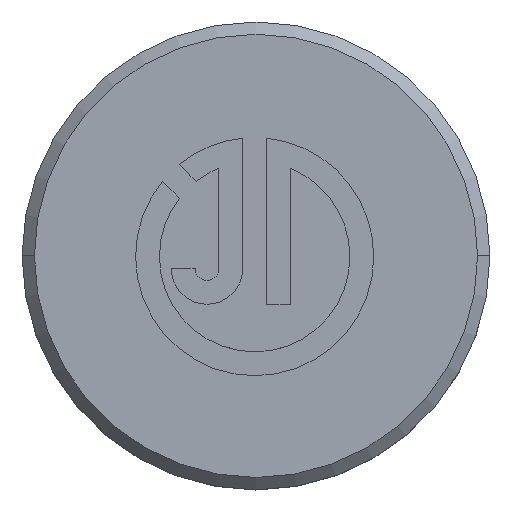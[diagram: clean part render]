
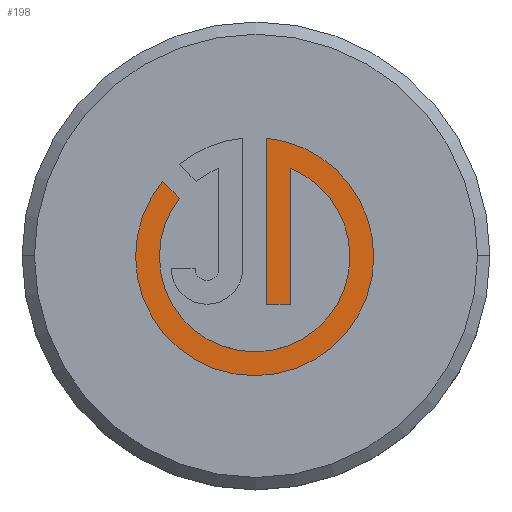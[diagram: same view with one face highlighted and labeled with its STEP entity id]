
A CAD part, top view. The second image highlights one B-rep face of the part: STEP entity #198.
In plain terms, the highlighted planar face has unit normal (0, 0, 1).
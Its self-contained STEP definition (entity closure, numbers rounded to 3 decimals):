
#4 = DIRECTION ( 'NONE',  ( 0., -1., 0. ) ) ;
#9 = DIRECTION ( 'NONE',  ( 1., 0., 0. ) ) ;
#13 = LINE ( 'NONE', #1775, #903 ) ;
#25 = DIRECTION ( 'NONE',  ( 1., 0., 0. ) ) ;
#75 = CIRCLE ( 'NONE', #1930, 3.869 ) ;
#85 = EDGE_CURVE ( 'NONE', #866, #352, #1279, .T. ) ;
#89 = AXIS2_PLACEMENT_3D ( 'NONE', #384, #1616, #562 ) ;
#132 = EDGE_CURVE ( 'NONE', #1818, #1330, #296, .T. ) ;
#144 = CARTESIAN_POINT ( 'NONE',  ( 0.429, 0., 109.9 ) ) ;
#173 = CARTESIAN_POINT ( 'NONE',  ( 3.815, -0.029, 109.9 ) ) ;
#198 = ADVANCED_FACE ( 'NONE', ( #241 ), #1351, .T. ) ;
#233 = CARTESIAN_POINT ( 'NONE',  ( -0.054, -0.029, 109.9 ) ) ;
#241 = FACE_OUTER_BOUND ( 'NONE', #473, .T. ) ;
#291 = EDGE_CURVE ( 'NONE', #395, #1483, #13, .T. ) ;
#296 = LINE ( 'NONE', #144, #1172 ) ;
#309 = VERTEX_POINT ( 'NONE', #713 ) ;
#317 = AXIS2_PLACEMENT_3D ( 'NONE', #2042, #1501, #1494 ) ;
#342 = LINE ( 'NONE', #1402, #1218 ) ;
#352 = VERTEX_POINT ( 'NONE', #2203 ) ;
#353 = CARTESIAN_POINT ( 'NONE',  ( -0.054, -0.029, 109.9 ) ) ;
#382 = DIRECTION ( 'NONE',  ( 0., 0., 1. ) ) ;
#384 = CARTESIAN_POINT ( 'NONE',  ( -0.054, -0.029, 109.9 ) ) ;
#395 = VERTEX_POINT ( 'NONE', #1941 ) ;
#409 = DIRECTION ( 'NONE',  ( -1., 0., 0. ) ) ;
#473 = EDGE_LOOP ( 'NONE', ( #687, #1980, #1692, #1926, #2156, #851, #1364, #1545, #517, #831 ) ) ;
#484 = CARTESIAN_POINT ( 'NONE',  ( 1.397, -1.963, 109.9 ) ) ;
#517 = ORIENTED_EDGE ( 'NONE', *, *, #1062, .T. ) ;
#522 = AXIS2_PLACEMENT_3D ( 'NONE', #353, #1585, #525 ) ;
#525 = DIRECTION ( 'NONE',  ( -1., 0., 0. ) ) ;
#562 = DIRECTION ( 'NONE',  ( -1., 0., 0. ) ) ;
#565 = CIRCLE ( 'NONE', #1776, 4.836 ) ;
#620 = CARTESIAN_POINT ( 'NONE',  ( -0.054, -0.029, 109.9 ) ) ;
#687 = ORIENTED_EDGE ( 'NONE', *, *, #1159, .T. ) ;
#694 = CIRCLE ( 'NONE', #1731, 4.836 ) ;
#713 = CARTESIAN_POINT ( 'NONE',  ( 4.782, -0.029, 109.9 ) ) ;
#741 = CARTESIAN_POINT ( 'NONE',  ( 0.429, 4.783, 109.9 ) ) ;
#808 = DIRECTION ( 'NONE',  ( 1., 0., 0. ) ) ;
#831 = ORIENTED_EDGE ( 'NONE', *, *, #85, .T. ) ;
#851 = ORIENTED_EDGE ( 'NONE', *, *, #1705, .T. ) ;
#866 = VERTEX_POINT ( 'NONE', #484 ) ;
#903 = VECTOR ( 'NONE', #1781, 1000. ) ;
#904 = CIRCLE ( 'NONE', #1689, 4.836 ) ;
#910 = CARTESIAN_POINT ( 'NONE',  ( 1.397, 0., 109.9 ) ) ;
#987 = CIRCLE ( 'NONE', #89, 3.869 ) ;
#1017 = EDGE_CURVE ( 'NONE', #1297, #1162, #1867, .T. ) ;
#1062 = EDGE_CURVE ( 'NONE', #1330, #866, #342, .T. ) ;
#1071 = DIRECTION ( 'NONE',  ( 0., 0., 1. ) ) ;
#1105 = CARTESIAN_POINT ( 'NONE',  ( -3.923, -0.029, 109.9 ) ) ;
#1159 = EDGE_CURVE ( 'NONE', #352, #1297, #75, .T. ) ;
#1162 = VERTEX_POINT ( 'NONE', #1105 ) ;
#1172 = VECTOR ( 'NONE', #4, 1000. ) ;
#1218 = VECTOR ( 'NONE', #9, 1000. ) ;
#1279 = LINE ( 'NONE', #910, #1745 ) ;
#1297 = VERTEX_POINT ( 'NONE', #173 ) ;
#1330 = VERTEX_POINT ( 'NONE', #1589 ) ;
#1351 = PLANE ( 'NONE',  #317 ) ;
#1352 = EDGE_CURVE ( 'NONE', #1483, #1525, #565, .T. ) ;
#1364 = ORIENTED_EDGE ( 'NONE', *, *, #1503, .T. ) ;
#1390 = EDGE_CURVE ( 'NONE', #1162, #395, #987, .T. ) ;
#1402 = CARTESIAN_POINT ( 'NONE',  ( 0., -1.963, 109.9 ) ) ;
#1434 = CARTESIAN_POINT ( 'NONE',  ( -0.054, -0.029, 109.9 ) ) ;
#1463 = DIRECTION ( 'NONE',  ( 0., 0., -1. ) ) ;
#1483 = VERTEX_POINT ( 'NONE', #1949 ) ;
#1494 = DIRECTION ( 'NONE',  ( 1., 0., 0. ) ) ;
#1501 = DIRECTION ( 'NONE',  ( 0., 0., 1. ) ) ;
#1503 = EDGE_CURVE ( 'NONE', #309, #1818, #694, .T. ) ;
#1525 = VERTEX_POINT ( 'NONE', #2140 ) ;
#1545 = ORIENTED_EDGE ( 'NONE', *, *, #132, .T. ) ;
#1585 = DIRECTION ( 'NONE',  ( 0., 0., -1. ) ) ;
#1589 = CARTESIAN_POINT ( 'NONE',  ( 0.429, -1.963, 109.9 ) ) ;
#1611 = DIRECTION ( 'NONE',  ( 1., 0., 0. ) ) ;
#1616 = DIRECTION ( 'NONE',  ( 0., 0., -1. ) ) ;
#1689 = AXIS2_PLACEMENT_3D ( 'NONE', #620, #1858, #808 ) ;
#1692 = ORIENTED_EDGE ( 'NONE', *, *, #1390, .T. ) ;
#1705 = EDGE_CURVE ( 'NONE', #1525, #309, #904, .T. ) ;
#1731 = AXIS2_PLACEMENT_3D ( 'NONE', #1434, #382, #1611 ) ;
#1735 = DIRECTION ( 'NONE',  ( 0., 1., 0. ) ) ;
#1745 = VECTOR ( 'NONE', #1735, 1000. ) ;
#1775 = CARTESIAN_POINT ( 'NONE',  ( -3.11, 2.343, 109.9 ) ) ;
#1776 = AXIS2_PLACEMENT_3D ( 'NONE', #2127, #1071, #25 ) ;
#1781 = DIRECTION ( 'NONE',  ( -0.707, 0.707, 0. ) ) ;
#1818 = VERTEX_POINT ( 'NONE', #741 ) ;
#1858 = DIRECTION ( 'NONE',  ( 0., 0., 1. ) ) ;
#1867 = CIRCLE ( 'NONE', #522, 3.869 ) ;
#1926 = ORIENTED_EDGE ( 'NONE', *, *, #291, .T. ) ;
#1930 = AXIS2_PLACEMENT_3D ( 'NONE', #233, #1463, #409 ) ;
#1941 = CARTESIAN_POINT ( 'NONE',  ( -3.11, 2.343, 109.9 ) ) ;
#1949 = CARTESIAN_POINT ( 'NONE',  ( -3.799, 3.032, 109.9 ) ) ;
#1980 = ORIENTED_EDGE ( 'NONE', *, *, #1017, .T. ) ;
#2042 = CARTESIAN_POINT ( 'NONE',  ( 0., 0., 109.9 ) ) ;
#2127 = CARTESIAN_POINT ( 'NONE',  ( -0.054, -0.029, 109.9 ) ) ;
#2140 = CARTESIAN_POINT ( 'NONE',  ( -4.89, -0.029, 109.9 ) ) ;
#2156 = ORIENTED_EDGE ( 'NONE', *, *, #1352, .T. ) ;
#2203 = CARTESIAN_POINT ( 'NONE',  ( 1.397, 3.558, 109.9 ) ) ;
